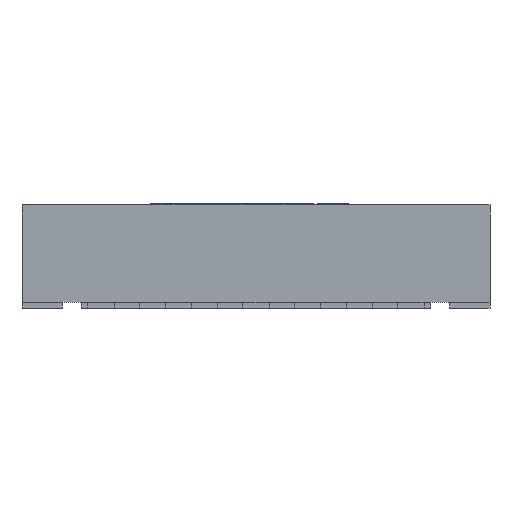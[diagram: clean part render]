
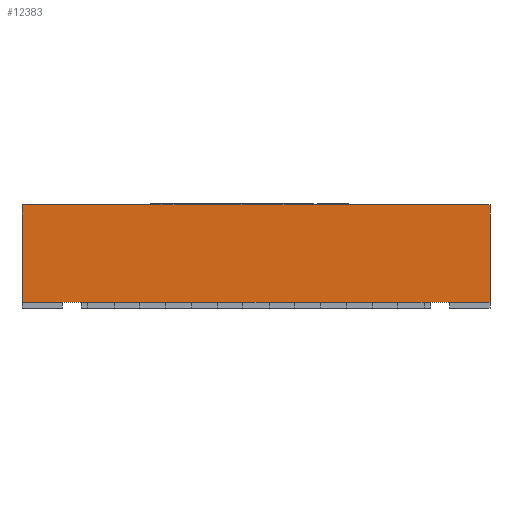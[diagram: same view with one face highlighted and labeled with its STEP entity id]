
A CAD part, front view. The second image highlights one B-rep face of the part: STEP entity #12383.
In plain terms, the highlighted planar face has unit normal (0, -1, 0).
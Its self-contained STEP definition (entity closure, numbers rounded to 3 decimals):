
#376 = VECTOR ( 'NONE', #603, 1000. ) ;
#603 = DIRECTION ( 'NONE',  ( 1., 0., 0. ) ) ;
#718 = CARTESIAN_POINT ( 'NONE',  ( -2.04, -2.04, 0.05 ) ) ;
#1007 = CARTESIAN_POINT ( 'NONE',  ( 2.04, -2.04, 0.05 ) ) ;
#1400 = DIRECTION ( 'NONE',  ( 0., 1., 0. ) ) ;
#1734 = DIRECTION ( 'NONE',  ( 0., 0., 1. ) ) ;
#1749 = LINE ( 'NONE', #2886, #376 ) ;
#1911 = CARTESIAN_POINT ( 'NONE',  ( -2.04, -2.04, 0.05 ) ) ;
#2079 = DIRECTION ( 'NONE',  ( 0., 0., 1. ) ) ;
#2559 = FACE_OUTER_BOUND ( 'NONE', #2710, .T. ) ;
#2710 = EDGE_LOOP ( 'NONE', ( #6459, #9682, #9820, #4255 ) ) ;
#2886 = CARTESIAN_POINT ( 'NONE',  ( -2.04, -2.04, 0.9 ) ) ;
#2953 = LINE ( 'NONE', #5295, #9214 ) ;
#4255 = ORIENTED_EDGE ( 'NONE', *, *, #4738, .T. ) ;
#4352 = EDGE_CURVE ( 'NONE', #14914, #5291, #1749, .T. ) ;
#4738 = EDGE_CURVE ( 'NONE', #8571, #7641, #9949, .T. ) ;
#5291 = VERTEX_POINT ( 'NONE', #9147 ) ;
#5295 = CARTESIAN_POINT ( 'NONE',  ( -2.04, -2.04, 0.05 ) ) ;
#5510 = DIRECTION ( 'NONE',  ( 1., 0., 0. ) ) ;
#5620 = CARTESIAN_POINT ( 'NONE',  ( -2.04, -2.04, 0.9 ) ) ;
#5641 = CARTESIAN_POINT ( 'NONE',  ( 2.04, -2.04, 0.05 ) ) ;
#6459 = ORIENTED_EDGE ( 'NONE', *, *, #14304, .T. ) ;
#6714 = VECTOR ( 'NONE', #5510, 1000. ) ;
#7641 = VERTEX_POINT ( 'NONE', #5641 ) ;
#8571 = VERTEX_POINT ( 'NONE', #1911 ) ;
#9147 = CARTESIAN_POINT ( 'NONE',  ( 2.04, -2.04, 0.9 ) ) ;
#9214 = VECTOR ( 'NONE', #1734, 1000. ) ;
#9423 = CARTESIAN_POINT ( 'NONE',  ( -2.04, -2.04, 0.05 ) ) ;
#9682 = ORIENTED_EDGE ( 'NONE', *, *, #4352, .F. ) ;
#9820 = ORIENTED_EDGE ( 'NONE', *, *, #12954, .F. ) ;
#9949 = LINE ( 'NONE', #718, #6714 ) ;
#10318 = AXIS2_PLACEMENT_3D ( 'NONE', #9423, #1400, #13926 ) ;
#10499 = VECTOR ( 'NONE', #2079, 1000. ) ;
#10723 = PLANE ( 'NONE',  #10318 ) ;
#11468 = LINE ( 'NONE', #1007, #10499 ) ;
#12383 = ADVANCED_FACE ( 'NONE', ( #2559 ), #10723, .F. ) ;
#12954 = EDGE_CURVE ( 'NONE', #8571, #14914, #2953, .T. ) ;
#13926 = DIRECTION ( 'NONE',  ( 1., 0., 0. ) ) ;
#14304 = EDGE_CURVE ( 'NONE', #7641, #5291, #11468, .T. ) ;
#14914 = VERTEX_POINT ( 'NONE', #5620 ) ;
